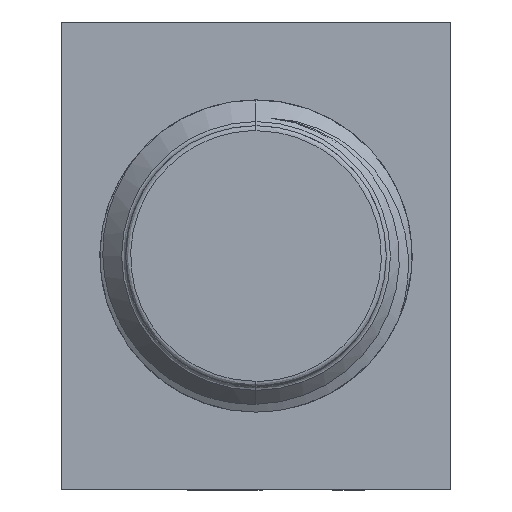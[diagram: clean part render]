
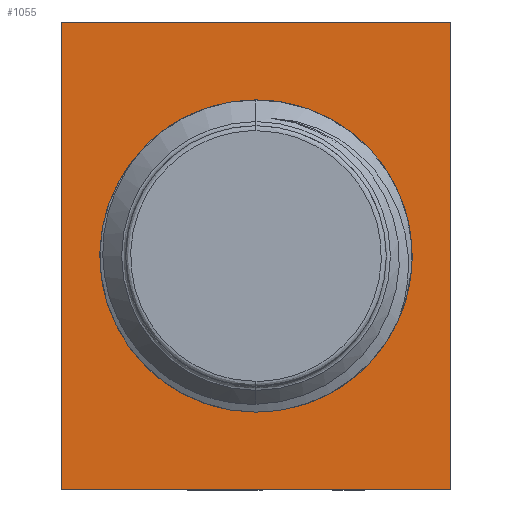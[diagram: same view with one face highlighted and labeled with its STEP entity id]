
A CAD part, left-side view. The second image highlights one B-rep face of the part: STEP entity #1055.
In plain terms, the highlighted planar face has unit normal (-1, 0, 0).
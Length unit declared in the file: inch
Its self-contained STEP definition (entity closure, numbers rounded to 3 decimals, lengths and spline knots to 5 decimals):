
#1 = VERTEX_POINT ( 'NONE', #951 ) ;
#9 = ORIENTED_EDGE ( 'NONE', *, *, #372, .T. ) ;
#106 = EDGE_LOOP ( 'NONE', ( #905, #2289 ) ) ;
#134 = CARTESIAN_POINT ( 'NONE',  ( 0.31102, -0.15591, 0.1874 ) ) ;
#241 = VECTOR ( 'NONE', #764, 39.37008 ) ;
#244 = CARTESIAN_POINT ( 'NONE',  ( 0.31102, 0., 0. ) ) ;
#275 = DIRECTION ( 'NONE',  ( 0., 0., 1. ) ) ;
#317 = EDGE_CURVE ( 'NONE', #1, #1259, #1769, .T. ) ;
#326 = CARTESIAN_POINT ( 'NONE',  ( 0.31102, 0.15591, -0.1874 ) ) ;
#341 = CARTESIAN_POINT ( 'NONE',  ( 0.31102, 0., -0.10433 ) ) ;
#372 = EDGE_CURVE ( 'NONE', #1259, #1004, #714, .T. ) ;
#440 = DIRECTION ( 'NONE',  ( 0., 0., 1. ) ) ;
#677 = ORIENTED_EDGE ( 'NONE', *, *, #1699, .T. ) ;
#714 = LINE ( 'NONE', #1357, #1042 ) ;
#764 = DIRECTION ( 'NONE',  ( 0., 0., 1. ) ) ;
#767 = PLANE ( 'NONE',  #1482 ) ;
#794 = AXIS2_PLACEMENT_3D ( 'NONE', #244, #1850, #275 ) ;
#858 = DIRECTION ( 'NONE',  ( 0., 0., -1. ) ) ;
#905 = ORIENTED_EDGE ( 'NONE', *, *, #1323, .F. ) ;
#951 = CARTESIAN_POINT ( 'NONE',  ( 0.31102, -0.15591, -0.1874 ) ) ;
#1004 = VERTEX_POINT ( 'NONE', #2371 ) ;
#1021 = EDGE_LOOP ( 'NONE', ( #677, #2614, #2197, #9 ) ) ;
#1042 = VECTOR ( 'NONE', #1537, 39.37008 ) ;
#1055 = ADVANCED_FACE ( 'NONE', ( #1581, #1183 ), #767, .F. ) ;
#1061 = VERTEX_POINT ( 'NONE', #2198 ) ;
#1127 = DIRECTION ( 'NONE',  ( 0., -1., 0. ) ) ;
#1133 = AXIS2_PLACEMENT_3D ( 'NONE', #1264, #1427, #440 ) ;
#1183 = FACE_OUTER_BOUND ( 'NONE', #1021, .T. ) ;
#1258 = LINE ( 'NONE', #1884, #1394 ) ;
#1259 = VERTEX_POINT ( 'NONE', #2616 ) ;
#1264 = CARTESIAN_POINT ( 'NONE',  ( 0.31102, 0., 0. ) ) ;
#1323 = EDGE_CURVE ( 'NONE', #1810, #1602, #1652, .T. ) ;
#1357 = CARTESIAN_POINT ( 'NONE',  ( 0.31102, 0.15591, 0.1874 ) ) ;
#1394 = VECTOR ( 'NONE', #858, 39.37008 ) ;
#1427 = DIRECTION ( 'NONE',  ( -1., 0., 0. ) ) ;
#1482 = AXIS2_PLACEMENT_3D ( 'NONE', #2211, #1591, #2396 ) ;
#1494 = EDGE_CURVE ( 'NONE', #1061, #1, #1715, .T. ) ;
#1537 = DIRECTION ( 'NONE',  ( 0., 1., 0. ) ) ;
#1581 = FACE_BOUND ( 'NONE', #106, .T. ) ;
#1591 = DIRECTION ( 'NONE',  ( 1., 0., 0. ) ) ;
#1602 = VERTEX_POINT ( 'NONE', #341 ) ;
#1614 = CIRCLE ( 'NONE', #794, 0.10433 ) ;
#1652 = CIRCLE ( 'NONE', #1133, 0.10433 ) ;
#1699 = EDGE_CURVE ( 'NONE', #1004, #1061, #1258, .T. ) ;
#1715 = LINE ( 'NONE', #326, #1788 ) ;
#1769 = LINE ( 'NONE', #134, #241 ) ;
#1788 = VECTOR ( 'NONE', #1127, 39.37008 ) ;
#1810 = VERTEX_POINT ( 'NONE', #2151 ) ;
#1850 = DIRECTION ( 'NONE',  ( -1., 0., 0. ) ) ;
#1884 = CARTESIAN_POINT ( 'NONE',  ( 0.31102, 0.15591, 0.1874 ) ) ;
#2151 = CARTESIAN_POINT ( 'NONE',  ( 0.31102, 0., 0.10433 ) ) ;
#2197 = ORIENTED_EDGE ( 'NONE', *, *, #317, .T. ) ;
#2198 = CARTESIAN_POINT ( 'NONE',  ( 0.31102, 0.15591, -0.1874 ) ) ;
#2211 = CARTESIAN_POINT ( 'NONE',  ( 0.31102, 0., 0. ) ) ;
#2289 = ORIENTED_EDGE ( 'NONE', *, *, #2334, .F. ) ;
#2334 = EDGE_CURVE ( 'NONE', #1602, #1810, #1614, .T. ) ;
#2371 = CARTESIAN_POINT ( 'NONE',  ( 0.31102, 0.15591, 0.1874 ) ) ;
#2396 = DIRECTION ( 'NONE',  ( 0., 0., -1. ) ) ;
#2614 = ORIENTED_EDGE ( 'NONE', *, *, #1494, .T. ) ;
#2616 = CARTESIAN_POINT ( 'NONE',  ( 0.31102, -0.15591, 0.1874 ) ) ;
